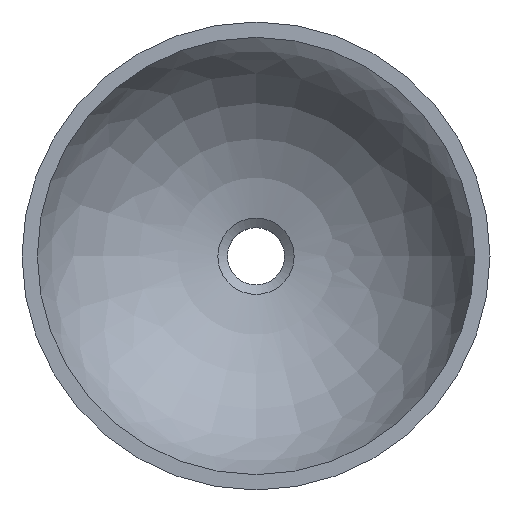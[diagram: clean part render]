
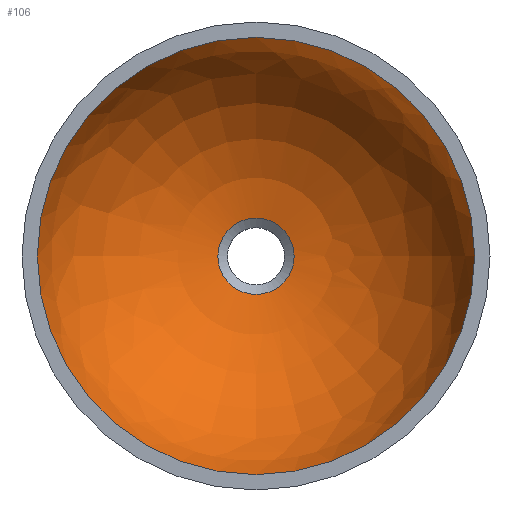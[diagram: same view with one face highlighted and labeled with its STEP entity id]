
A CAD part, top view. The second image highlights one B-rep face of the part: STEP entity #106.
In plain terms, the highlighted free-form (B-spline) face has degree [3, 3] with [4, 7] control points.
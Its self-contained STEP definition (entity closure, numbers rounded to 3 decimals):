
#106=ADVANCED_FACE('',(#116,#117),#113,.T.);
#113=(
BOUNDED_SURFACE()
B_SPLINE_SURFACE(3,3,((#250,#251,#252,#253,#254,#255,#256),(#257,#258,#259,
#260,#261,#262,#263),(#264,#265,#266,#267,#268,#269,#270),(#271,#272,#273,
#274,#275,#276,#277)),.UNSPECIFIED.,.F.,.T.,.F.)
B_SPLINE_SURFACE_WITH_KNOTS((4,4),(1,3,3,3,1),(0.,1.),(-0.5,0.,0.5,1.,1.5),
.UNSPECIFIED.)
GEOMETRIC_REPRESENTATION_ITEM()
RATIONAL_B_SPLINE_SURFACE(((1.,0.333,0.333,1.,0.333,
0.333,1.),(0.885,0.295,0.295,
0.885,0.295,0.295,0.885),
(0.885,0.295,0.295,0.885,
0.295,0.295,0.885),(1.,0.333,
0.333,1.,0.333,0.333,1.)))
REPRESENTATION_ITEM('')
SURFACE()
);
#116=FACE_BOUND('',#127,.T.);
#117=FACE_BOUND('',#128,.T.);
#127=EDGE_LOOP('',(#141));
#128=EDGE_LOOP('',(#142));
#141=ORIENTED_EDGE('',*,*,#162,.T.);
#142=ORIENTED_EDGE('',*,*,#163,.T.);
#155=VERTEX_POINT('',#247);
#156=VERTEX_POINT('',#249);
#162=EDGE_CURVE('',#155,#155,#169,.T.);
#163=EDGE_CURVE('',#156,#156,#170,.T.);
#169=CIRCLE('',#177,30.715);
#170=CIRCLE('',#178,176.031);
#177=AXIS2_PLACEMENT_3D('',#246,#193,#194);
#178=AXIS2_PLACEMENT_3D('',#248,#195,#196);
#193=DIRECTION('',(0.,0.,-1.));
#194=DIRECTION('',(1.,0.,0.));
#195=DIRECTION('',(0.,0.,1.));
#196=DIRECTION('',(1.,0.,0.));
#246=CARTESIAN_POINT('',(-100.,85.,-129.677));
#247=CARTESIAN_POINT('',(-69.285,85.,-129.677));
#248=CARTESIAN_POINT('',(-100.,85.,0.));
#249=CARTESIAN_POINT('',(76.031,85.,0.));
#250=CARTESIAN_POINT('',(-69.285,85.,-129.677));
#251=CARTESIAN_POINT('',(-69.285,146.43,-129.677));
#252=CARTESIAN_POINT('',(-130.715,146.43,-129.677));
#253=CARTESIAN_POINT('',(-130.715,85.,-129.677));
#254=CARTESIAN_POINT('',(-130.715,23.57,-129.677));
#255=CARTESIAN_POINT('',(-69.285,23.57,-129.677));
#256=CARTESIAN_POINT('',(-69.285,85.,-129.677));
#257=CARTESIAN_POINT('',(3.452,85.,-120.027));
#258=CARTESIAN_POINT('',(3.452,291.903,-120.027));
#259=CARTESIAN_POINT('',(-203.452,291.903,-120.027));
#260=CARTESIAN_POINT('',(-203.452,85.,-120.027));
#261=CARTESIAN_POINT('',(-203.452,-121.903,-120.027));
#262=CARTESIAN_POINT('',(3.452,-121.903,-120.027));
#263=CARTESIAN_POINT('',(3.452,85.,-120.027));
#264=CARTESIAN_POINT('',(58.197,85.,-71.174));
#265=CARTESIAN_POINT('',(58.197,401.394,-71.174));
#266=CARTESIAN_POINT('',(-258.197,401.394,-71.174));
#267=CARTESIAN_POINT('',(-258.197,85.,-71.174));
#268=CARTESIAN_POINT('',(-258.197,-231.394,-71.174));
#269=CARTESIAN_POINT('',(58.197,-231.394,-71.174));
#270=CARTESIAN_POINT('',(58.197,85.,-71.174));
#271=CARTESIAN_POINT('',(76.031,85.,0.));
#272=CARTESIAN_POINT('',(76.031,437.062,0.));
#273=CARTESIAN_POINT('',(-276.031,437.062,0.));
#274=CARTESIAN_POINT('',(-276.031,85.,0.));
#275=CARTESIAN_POINT('',(-276.031,-267.062,0.));
#276=CARTESIAN_POINT('',(76.031,-267.062,0.));
#277=CARTESIAN_POINT('',(76.031,85.,0.));
